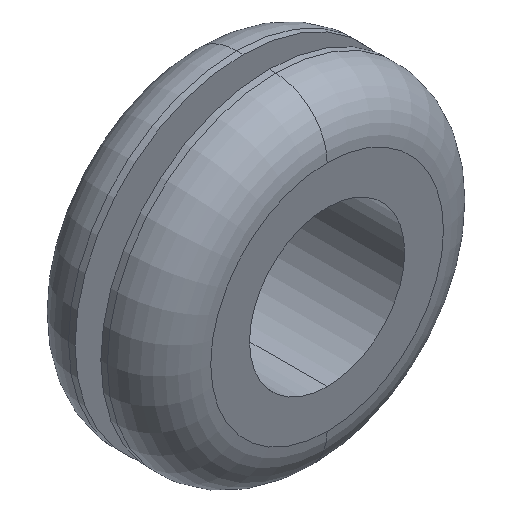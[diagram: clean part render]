
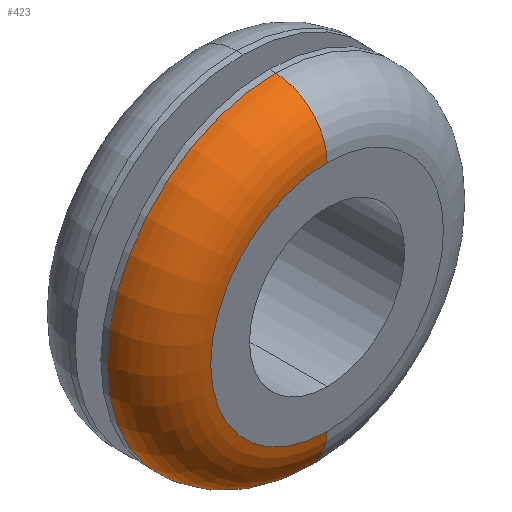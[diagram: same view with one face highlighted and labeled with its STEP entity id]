
A CAD part, isometric view. The second image highlights one B-rep face of the part: STEP entity #423.
In plain terms, the highlighted toroidal (fillet/blend) face has major radius 9 mm and minor radius 4 mm.
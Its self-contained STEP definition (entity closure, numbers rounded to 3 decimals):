
#128 = DIRECTION ( 'NONE',  ( 0., 0., 1. ) ) ;
#129 = DIRECTION ( 'NONE',  ( 0., 1., 0. ) ) ;
#130 = CARTESIAN_POINT ( 'NONE',  ( 0., -5.5, 0. ) ) ;
#131 = AXIS2_PLACEMENT_3D ( 'NONE', #130, #129, #128 ) ;
#132 = CIRCLE ( 'NONE', #131, 9. ) ;
#148 = CARTESIAN_POINT ( 'NONE',  ( 0., -5.5, -9. ) ) ;
#174 = DIRECTION ( 'NONE',  ( 0., 0., 1. ) ) ;
#175 = DIRECTION ( 'NONE',  ( 0., 1., 0. ) ) ;
#176 = CARTESIAN_POINT ( 'NONE',  ( 0., -1.5, 0. ) ) ;
#177 = AXIS2_PLACEMENT_3D ( 'NONE', #176, #175, #174 ) ;
#178 = TOROIDAL_SURFACE ( 'NONE', #177, 9., 4. ) ;
#179 = FACE_OUTER_BOUND ( 'NONE', #424, .T. ) ;
#226 = DIRECTION ( 'NONE',  ( 0., 0., 1. ) ) ;
#227 = DIRECTION ( 'NONE',  ( 0., 1., 0. ) ) ;
#228 = AXIS2_PLACEMENT_3D ( 'NONE', #233, #227, #226 ) ;
#229 = CIRCLE ( 'NONE', #228, 13. ) ;
#233 = CARTESIAN_POINT ( 'NONE',  ( 0., -1.5, 0. ) ) ;
#342 = VERTEX_POINT ( 'NONE', #148 ) ;
#409 = EDGE_CURVE ( 'NONE', #458, #459, #229, .T. ) ;
#423 = ADVANCED_FACE ( 'NONE', ( #179 ), #178, .T. ) ;
#424 = EDGE_LOOP ( 'NONE', ( #425, #426, #428, #429 ) ) ;
#425 = ORIENTED_EDGE ( 'NONE', *, *, #457, .F. ) ;
#426 = ORIENTED_EDGE ( 'NONE', *, *, #427, .T. ) ;
#427 = EDGE_CURVE ( 'NONE', #342, #448, #132, .T. ) ;
#428 = ORIENTED_EDGE ( 'NONE', *, *, #456, .T. ) ;
#429 = ORIENTED_EDGE ( 'NONE', *, *, #409, .F. ) ;
#448 = VERTEX_POINT ( 'NONE', #512 ) ;
#456 = EDGE_CURVE ( 'NONE', #448, #459, #504, .T. ) ;
#457 = EDGE_CURVE ( 'NONE', #342, #458, #483, .T. ) ;
#458 = VERTEX_POINT ( 'NONE', #493 ) ;
#459 = VERTEX_POINT ( 'NONE', #492 ) ;
#475 = DIRECTION ( 'NONE',  ( 0., 0., 1. ) ) ;
#476 = DIRECTION ( 'NONE',  ( -1., 0., 0. ) ) ;
#477 = AXIS2_PLACEMENT_3D ( 'NONE', #503, #476, #475 ) ;
#480 = DIRECTION ( 'NONE',  ( 1., 0., 0. ) ) ;
#481 = CARTESIAN_POINT ( 'NONE',  ( 0., -1.5, -9. ) ) ;
#482 = AXIS2_PLACEMENT_3D ( 'NONE', #481, #480, #494 ) ;
#483 = CIRCLE ( 'NONE', #482, 4. ) ;
#492 = CARTESIAN_POINT ( 'NONE',  ( 0., -1.5, 13. ) ) ;
#493 = CARTESIAN_POINT ( 'NONE',  ( 0., -1.5, -13. ) ) ;
#494 = DIRECTION ( 'NONE',  ( 0., 0., -1. ) ) ;
#503 = CARTESIAN_POINT ( 'NONE',  ( 0., -1.5, 9. ) ) ;
#504 = CIRCLE ( 'NONE', #477, 4. ) ;
#512 = CARTESIAN_POINT ( 'NONE',  ( 0., -5.5, 9. ) ) ;
